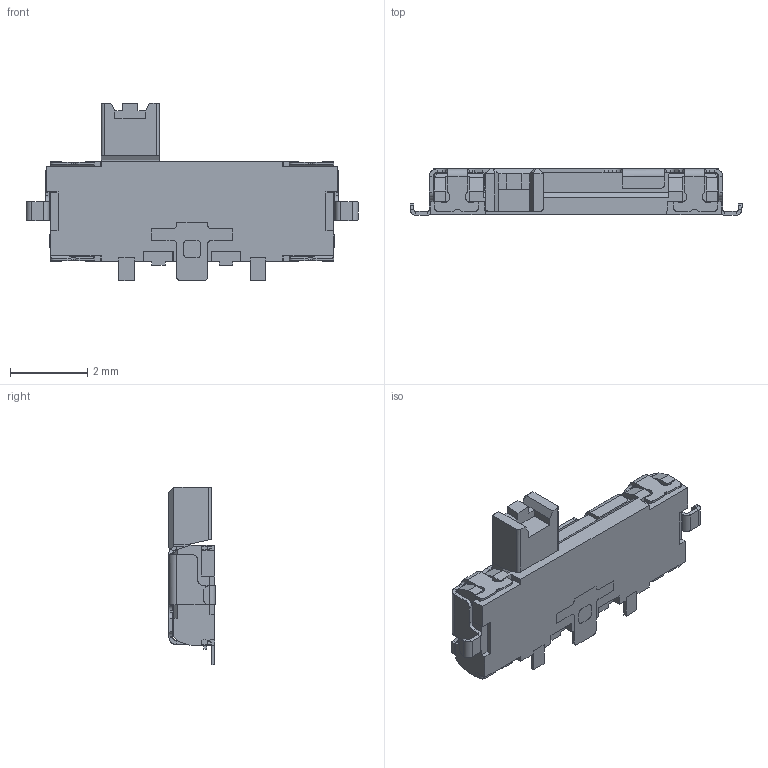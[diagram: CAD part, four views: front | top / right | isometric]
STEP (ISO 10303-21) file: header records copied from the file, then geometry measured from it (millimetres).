
FILE_DESCRIPTION (( 'STEP AP214' ), '1' );
FILE_NAME ('SSAL220100.STEP', '2011-03-29T10:28:50', ( '' ), ( '' ), 'SwSTEP 2.0', 'SolidWorks 2007', '' );
FILE_SCHEMA (( 'AUTOMOTIVE_DESIGN' ));
Length unit declared in the file: millimetre
Products named in the file (1): SSAL220100
Bounding box: 8.6 x 1.2 x 4.6 mm (x, y, z)
Volume: 23.5 mm3; surface area: 96.3 mm2
Topology: 1 solids, 1 shells, 377 faces, 1050 edges, 664 vertices
Faces by surface type: plane 273, cylinder 90, bspline 14
Entity records: 16514 total; most frequent: CARTESIAN_POINT 3216, ORIENTED_EDGE 2100, DIRECTION 1554, EDGE_CURVE 1050, LINE 822, VECTOR 822, VERTEX_POINT 664, EDGE_LOOP 382
